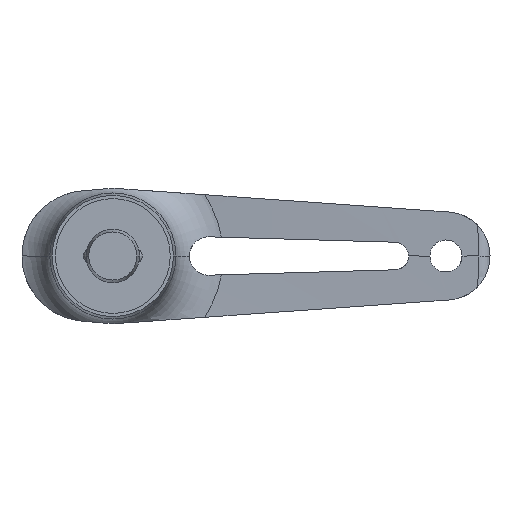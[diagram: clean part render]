
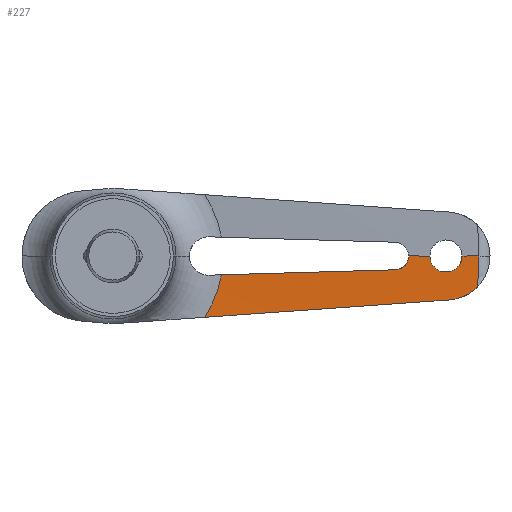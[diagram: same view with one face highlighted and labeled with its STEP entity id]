
A CAD part, front view. The second image highlights one B-rep face of the part: STEP entity #227.
In plain terms, the highlighted conical face has half-angle 87 degrees and reference radius 22.284 mm.
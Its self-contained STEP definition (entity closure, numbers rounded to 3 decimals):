
#227=ADVANCED_FACE('',(#459),#460,.F.);
#459=FACE_OUTER_BOUND('',#775,.T.);
#460=CONICAL_SURFACE('',#776,22.284,1.518);
#775=EDGE_LOOP('',(#1394,#1395,#1396,#1397,#1398,#1399,#1400,#1401,#1402));
#776=AXIS2_PLACEMENT_3D('',#1403,#1404,#1405);
#1394=ORIENTED_EDGE('',*,*,#1510,.T.);
#1395=ORIENTED_EDGE('',*,*,#1716,.T.);
#1396=ORIENTED_EDGE('',*,*,#1517,.T.);
#1397=ORIENTED_EDGE('',*,*,#1711,.T.);
#1398=ORIENTED_EDGE('',*,*,#1706,.T.);
#1399=ORIENTED_EDGE('',*,*,#1552,.F.);
#1400=ORIENTED_EDGE('',*,*,#1688,.F.);
#1401=ORIENTED_EDGE('',*,*,#1692,.T.);
#1402=ORIENTED_EDGE('',*,*,#1503,.T.);
#1403=CARTESIAN_POINT('',(0.0,22.528,0.));
#1404=DIRECTION('',(0.0,-1.0,0.));
#1405=DIRECTION('',(1.0,0.0,0.0));
#1503=EDGE_CURVE('',#1792,#1789,#1793,.T.);
#1510=EDGE_CURVE('',#1789,#1802,#1803,.T.);
#1517=EDGE_CURVE('',#1816,#1814,#1817,.T.);
#1552=EDGE_CURVE('',#1876,#1878,#1879,.T.);
#1688=EDGE_CURVE('',#2068,#1876,#2070,.T.);
#1692=EDGE_CURVE('',#2068,#1792,#2074,.T.);
#1706=EDGE_CURVE('',#2091,#1878,#2092,.T.);
#1711=EDGE_CURVE('',#1814,#2091,#2098,.T.);
#1716=EDGE_CURVE('',#1802,#1816,#2103,.T.);
#1789=VERTEX_POINT('',#2218);
#1792=VERTEX_POINT('',#2221);
#1793=CIRCLE('',#2222,34.248);
#1802=VERTEX_POINT('',#2247);
#1803=LINE('',#2248,#2249);
#1814=VERTEX_POINT('',#2285);
#1816=VERTEX_POINT('',#2304);
#1817=LINE('',#2305,#2306);
#1876=VERTEX_POINT('',#2456);
#1878=VERTEX_POINT('',#2475);
#1879=CIRCLE('',#2476,10.321);
#2068=VERTEX_POINT('',#3016);
#2070=(B_SPLINE_CURVE(2,(#3020,#3021,#3022),.UNSPECIFIED.,.F.,.F.)B_SPLINE_CURVE_WITH_KNOTS((3,3),(0.007,1.266),.UNSPECIFIED.)RATIONAL_B_SPLINE_CURVE((1.009,1.821,2.308))BOUNDED_CURVE()REPRESENTATION_ITEM('')GEOMETRIC_REPRESENTATION_ITEM()CURVE());
#2074=B_SPLINE_CURVE_WITH_KNOTS('',3,(#3046,#3047,#3048,#3049,#3050,#3051,#3052,#3053),.UNSPECIFIED.,.F.,.F.,(4,2,2,4),(0.082,0.169,0.339,0.371),.UNSPECIFIED.);
#2091=VERTEX_POINT('',#3138);
#2092=(B_SPLINE_CURVE(2,(#3140,#3141,#3142),.UNSPECIFIED.,.F.,.F.)B_SPLINE_CURVE_WITH_KNOTS((3,3),(0.,0.308),.UNSPECIFIED.)RATIONAL_B_SPLINE_CURVE((1.001,1.694,2.306))BOUNDED_CURVE()REPRESENTATION_ITEM('')GEOMETRIC_REPRESENTATION_ITEM()CURVE());
#2098=B_SPLINE_CURVE_WITH_KNOTS('',3,(#3173,#3174,#3175,#3176,#3177,#3178,#3179,#3180,#3181,#3182,#3183,#3184,#3185,#3186,#3187,#3188,#3189,#3190),.UNSPECIFIED.,.F.,.F.,(4,2,2,2,2,2,2,2,4),(0.01,0.05,0.1,0.151,0.201,0.251,0.301,0.351,0.392),.UNSPECIFIED.);
#2103=B_SPLINE_CURVE_WITH_KNOTS('',3,(#3202,#3203,#3204,#3205,#3206,#3207,#3208,#3209,#3210,#3211,#3212,#3213,#3214,#3215,#3216,#3217,#3218,#3219),.UNSPECIFIED.,.F.,.F.,(4,2,2,2,2,2,2,2,4),(0.233,0.292,0.35,0.408,0.467,0.522,0.576,0.631,0.686),.UNSPECIFIED.);
#2218=CARTESIAN_POINT('',(34.248,21.901,0.));
#2221=CARTESIAN_POINT('',(34.126,21.901,-2.882));
#2222=AXIS2_PLACEMENT_3D('',#3346,#3347,#3348);
#2247=CARTESIAN_POINT('',(32.675,21.984,0.));
#2248=CARTESIAN_POINT('',(22.284,22.528,0.));
#2249=VECTOR('',#3355,1.0);
#2285=CARTESIAN_POINT('',(27.68,22.246,0.));
#2304=CARTESIAN_POINT('',(29.675,22.141,0.));
#2305=CARTESIAN_POINT('',(22.284,22.528,0.));
#2306=VECTOR('',#3362,1.0);
#2456=CARTESIAN_POINT('',(8.579,23.155,-5.738));
#2475=CARTESIAN_POINT('',(10.17,23.155,-1.761));
#2476=AXIS2_PLACEMENT_3D('',#3408,#3409,#3410);
#3016=CARTESIAN_POINT('',(31.466,22.033,-4.115));
#3020=CARTESIAN_POINT('',(31.466,22.033,-4.115));
#3021=CARTESIAN_POINT('',(14.196,22.922,-5.339));
#3022=CARTESIAN_POINT('',(8.579,23.155,-5.738));
#3046=CARTESIAN_POINT('',(31.466,22.033,-4.115));
#3047=CARTESIAN_POINT('',(31.769,22.018,-4.094));
#3048=CARTESIAN_POINT('',(32.073,22.002,-4.038));
#3049=CARTESIAN_POINT('',(32.936,21.959,-3.777));
#3050=CARTESIAN_POINT('',(33.467,21.933,-3.476));
#3051=CARTESIAN_POINT('',(33.972,21.909,-3.034));
#3052=CARTESIAN_POINT('',(34.05,21.905,-2.96));
#3053=CARTESIAN_POINT('',(34.126,21.901,-2.882));
#3138=CARTESIAN_POINT('',(26.427,22.31,-1.289));
#3140=CARTESIAN_POINT('',(26.427,22.31,-1.289));
#3141=CARTESIAN_POINT('',(14.732,22.921,-1.629));
#3142=CARTESIAN_POINT('',(10.17,23.155,-1.761));
#3173=CARTESIAN_POINT('',(26.427,22.31,1.289));
#3174=CARTESIAN_POINT('',(26.564,22.302,1.285));
#3175=CARTESIAN_POINT('',(26.706,22.295,1.259));
#3176=CARTESIAN_POINT('',(27.006,22.28,1.147));
#3177=CARTESIAN_POINT('',(27.158,22.272,1.05));
#3178=CARTESIAN_POINT('',(27.401,22.26,0.819));
#3179=CARTESIAN_POINT('',(27.506,22.254,0.671));
#3180=CARTESIAN_POINT('',(27.645,22.247,0.345));
#3181=CARTESIAN_POINT('',(27.68,22.246,0.167));
#3182=CARTESIAN_POINT('',(27.68,22.246,-0.167));
#3183=CARTESIAN_POINT('',(27.645,22.247,-0.345));
#3184=CARTESIAN_POINT('',(27.506,22.254,-0.671));
#3185=CARTESIAN_POINT('',(27.401,22.26,-0.819));
#3186=CARTESIAN_POINT('',(27.158,22.272,-1.05));
#3187=CARTESIAN_POINT('',(27.006,22.28,-1.147));
#3188=CARTESIAN_POINT('',(26.706,22.295,-1.259));
#3189=CARTESIAN_POINT('',(26.564,22.302,-1.285));
#3190=CARTESIAN_POINT('',(26.427,22.31,-1.289));
#3202=CARTESIAN_POINT('',(32.675,21.984,0.));
#3203=CARTESIAN_POINT('',(32.675,21.984,-0.194));
#3204=CARTESIAN_POINT('',(32.635,21.986,-0.401));
#3205=CARTESIAN_POINT('',(32.472,21.994,-0.78));
#3206=CARTESIAN_POINT('',(32.35,22.,-0.952));
#3207=CARTESIAN_POINT('',(32.069,22.014,-1.22));
#3208=CARTESIAN_POINT('',(31.891,22.023,-1.334));
#3209=CARTESIAN_POINT('',(31.505,22.043,-1.478));
#3210=CARTESIAN_POINT('',(31.297,22.054,-1.508));
#3211=CARTESIAN_POINT('',(30.92,22.074,-1.489));
#3212=CARTESIAN_POINT('',(30.727,22.084,-1.445));
#3213=CARTESIAN_POINT('',(30.374,22.103,-1.283));
#3214=CARTESIAN_POINT('',(30.214,22.112,-1.167));
#3215=CARTESIAN_POINT('',(29.963,22.125,-0.903));
#3216=CARTESIAN_POINT('',(29.854,22.131,-0.737));
#3217=CARTESIAN_POINT('',(29.71,22.139,-0.377));
#3218=CARTESIAN_POINT('',(29.675,22.141,-0.182));
#3219=CARTESIAN_POINT('',(29.675,22.141,0.));
#3346=CARTESIAN_POINT('',(0.0,21.901,0.));
#3347=DIRECTION('',(0.0,-1.0,0.));
#3348=DIRECTION('',(1.0,0.0,0.0));
#3355=DIRECTION('',(-0.999,0.052,0.));
#3362=DIRECTION('',(-0.999,0.052,0.));
#3408=CARTESIAN_POINT('',(0.0,23.155,0.));
#3409=DIRECTION('',(0.0,-1.0,0.));
#3410=DIRECTION('',(1.0,0.0,0.0));
